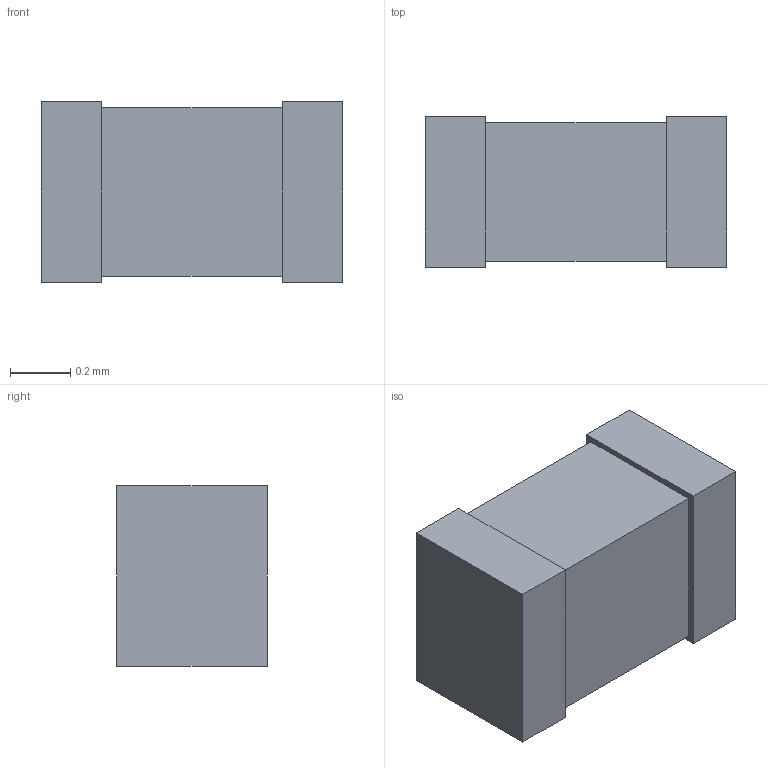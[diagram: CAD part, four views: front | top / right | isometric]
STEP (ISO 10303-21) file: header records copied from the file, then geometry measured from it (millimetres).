
FILE_DESCRIPTION (( 'STEP AP203' ), '1' );
FILE_NAME ('IND_SMD_0402_H060.step_Default_sldprt.STEP', '2020-11-13T20:12:36', ( '' ), ( '' ), 'SwSTEP 2.0', 'SolidWorks 2019', '' );
FILE_SCHEMA (( 'CONFIG_CONTROL_DESIGN' ));
Length unit declared in the file: inch
Products named in the file (1): IND_SMD_0402_H060.step_Default_sldprt
Bounding box: 1 x 0.5 x 0.6 mm (x, y, z)
Volume: 0.3 mm3; surface area: 2.8 mm2
Topology: 1 solids, 1 shells, 16 faces, 36 edges, 24 vertices
Faces by surface type: plane 16
Entity records: 519 total; most frequent: CARTESIAN_POINT 77, ORIENTED_EDGE 72, DIRECTION 70, VECTOR 36, EDGE_CURVE 36, LINE 36, VERTEX_POINT 24, EDGE_LOOP 18
